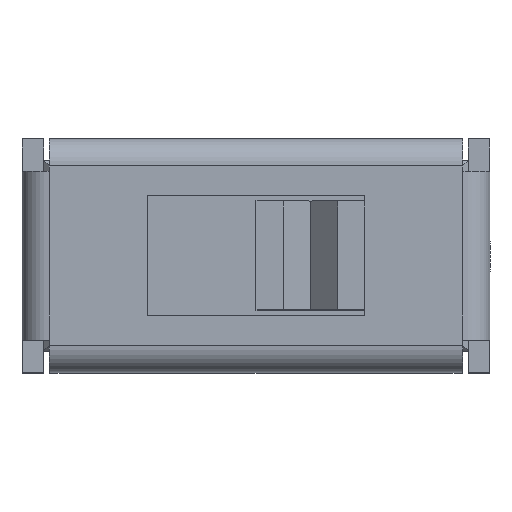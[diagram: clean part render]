
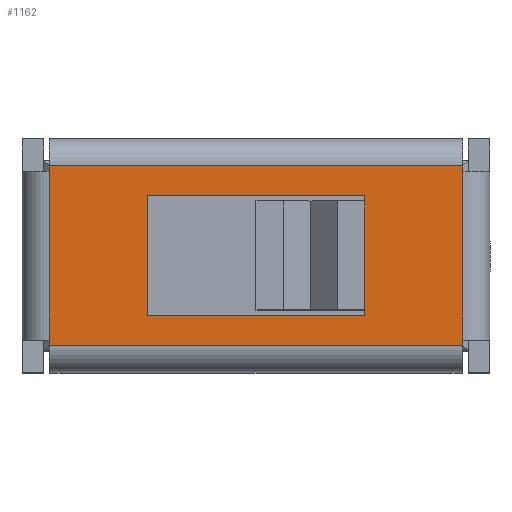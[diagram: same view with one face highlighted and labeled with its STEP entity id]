
A CAD part, top view. The second image highlights one B-rep face of the part: STEP entity #1162.
In plain terms, the highlighted planar face has unit normal (0, 0, 1).
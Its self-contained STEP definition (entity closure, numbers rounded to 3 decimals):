
#1162 = ADVANCED_FACE('',(#1163,#1229),#1263,.T.);
#1163 = FACE_BOUND('',#1164,.T.);
#1164 = EDGE_LOOP('',(#1165,#1175,#1183,#1191,#1199,#1207,#1215,#1223));
#1165 = ORIENTED_EDGE('',*,*,#1166,.F.);
#1166 = EDGE_CURVE('',#1167,#1169,#1171,.T.);
#1167 = VERTEX_POINT('',#1168);
#1168 = CARTESIAN_POINT('',(3.8,-1.65,4.498));
#1169 = VERTEX_POINT('',#1170);
#1170 = CARTESIAN_POINT('',(-3.8,-1.65,
    4.498));
#1171 = LINE('',#1172,#1173);
#1172 = CARTESIAN_POINT('',(0.,-1.65,
    4.498));
#1173 = VECTOR('',#1174,1.);
#1174 = DIRECTION('',(-1.,0.,0.));
#1175 = ORIENTED_EDGE('',*,*,#1176,.T.);
#1176 = EDGE_CURVE('',#1167,#1177,#1179,.T.);
#1177 = VERTEX_POINT('',#1178);
#1178 = CARTESIAN_POINT('',(3.8,-1.55,4.498));
#1179 = LINE('',#1180,#1181);
#1180 = CARTESIAN_POINT('',(3.8,-1.679,4.498));
#1181 = VECTOR('',#1182,1.);
#1182 = DIRECTION('',(0.,1.,0.));
#1183 = ORIENTED_EDGE('',*,*,#1184,.F.);
#1184 = EDGE_CURVE('',#1185,#1177,#1187,.T.);
#1185 = VERTEX_POINT('',#1186);
#1186 = CARTESIAN_POINT('',(3.8,1.55,4.498));
#1187 = LINE('',#1188,#1189);
#1188 = CARTESIAN_POINT('',(3.8,1.679,4.498));
#1189 = VECTOR('',#1190,1.);
#1190 = DIRECTION('',(0.,-1.,0.));
#1191 = ORIENTED_EDGE('',*,*,#1192,.F.);
#1192 = EDGE_CURVE('',#1193,#1185,#1195,.T.);
#1193 = VERTEX_POINT('',#1194);
#1194 = CARTESIAN_POINT('',(3.8,1.65,4.498));
#1195 = LINE('',#1196,#1197);
#1196 = CARTESIAN_POINT('',(3.8,1.679,4.498));
#1197 = VECTOR('',#1198,1.);
#1198 = DIRECTION('',(0.,-1.,0.));
#1199 = ORIENTED_EDGE('',*,*,#1200,.T.);
#1200 = EDGE_CURVE('',#1193,#1201,#1203,.T.);
#1201 = VERTEX_POINT('',#1202);
#1202 = CARTESIAN_POINT('',(-3.8,1.65,
    4.498));
#1203 = LINE('',#1204,#1205);
#1204 = CARTESIAN_POINT('',(0.,1.65,
    4.498));
#1205 = VECTOR('',#1206,1.);
#1206 = DIRECTION('',(-1.,0.,0.));
#1207 = ORIENTED_EDGE('',*,*,#1208,.T.);
#1208 = EDGE_CURVE('',#1201,#1209,#1211,.T.);
#1209 = VERTEX_POINT('',#1210);
#1210 = CARTESIAN_POINT('',(-3.8,1.55,
    4.498));
#1211 = LINE('',#1212,#1213);
#1212 = CARTESIAN_POINT('',(-3.8,1.679,
    4.498));
#1213 = VECTOR('',#1214,1.);
#1214 = DIRECTION('',(0.,-1.,0.));
#1215 = ORIENTED_EDGE('',*,*,#1216,.F.);
#1216 = EDGE_CURVE('',#1217,#1209,#1219,.T.);
#1217 = VERTEX_POINT('',#1218);
#1218 = CARTESIAN_POINT('',(-3.8,-1.55,
    4.498));
#1219 = LINE('',#1220,#1221);
#1220 = CARTESIAN_POINT('',(-3.8,-1.679,
    4.498));
#1221 = VECTOR('',#1222,1.);
#1222 = DIRECTION('',(0.,1.,0.));
#1223 = ORIENTED_EDGE('',*,*,#1224,.F.);
#1224 = EDGE_CURVE('',#1169,#1217,#1225,.T.);
#1225 = LINE('',#1226,#1227);
#1226 = CARTESIAN_POINT('',(-3.8,-1.679,
    4.498));
#1227 = VECTOR('',#1228,1.);
#1228 = DIRECTION('',(0.,1.,0.));
#1229 = FACE_BOUND('',#1230,.T.);
#1230 = EDGE_LOOP('',(#1231,#1241,#1249,#1257));
#1231 = ORIENTED_EDGE('',*,*,#1232,.F.);
#1232 = EDGE_CURVE('',#1233,#1235,#1237,.T.);
#1233 = VERTEX_POINT('',#1234);
#1234 = CARTESIAN_POINT('',(2.,-1.1,
    4.498));
#1235 = VERTEX_POINT('',#1236);
#1236 = CARTESIAN_POINT('',(2.,1.1,4.498
    ));
#1237 = LINE('',#1238,#1239);
#1238 = CARTESIAN_POINT('',(2.,0.,
    4.498));
#1239 = VECTOR('',#1240,1.);
#1240 = DIRECTION('',(0.,1.,0.));
#1241 = ORIENTED_EDGE('',*,*,#1242,.F.);
#1242 = EDGE_CURVE('',#1243,#1233,#1245,.T.);
#1243 = VERTEX_POINT('',#1244);
#1244 = CARTESIAN_POINT('',(-2.,-1.1,4.498));
#1245 = LINE('',#1246,#1247);
#1246 = CARTESIAN_POINT('',(-2.,-1.1,4.498));
#1247 = VECTOR('',#1248,1.);
#1248 = DIRECTION('',(1.,0.,0.));
#1249 = ORIENTED_EDGE('',*,*,#1250,.F.);
#1250 = EDGE_CURVE('',#1251,#1243,#1253,.T.);
#1251 = VERTEX_POINT('',#1252);
#1252 = CARTESIAN_POINT('',(-2.,1.1,4.498));
#1253 = LINE('',#1254,#1255);
#1254 = CARTESIAN_POINT('',(-2.,0.,4.498));
#1255 = VECTOR('',#1256,1.);
#1256 = DIRECTION('',(0.,-1.,0.));
#1257 = ORIENTED_EDGE('',*,*,#1258,.T.);
#1258 = EDGE_CURVE('',#1251,#1235,#1259,.T.);
#1259 = LINE('',#1260,#1261);
#1260 = CARTESIAN_POINT('',(-2.,1.1,4.498));
#1261 = VECTOR('',#1262,1.);
#1262 = DIRECTION('',(1.,0.,0.));
#1263 = PLANE('',#1264);
#1264 = AXIS2_PLACEMENT_3D('',#1265,#1266,#1267);
#1265 = CARTESIAN_POINT('',(0.,0.,
    4.498));
#1266 = DIRECTION('',(0.,0.,1.));
#1267 = DIRECTION('',(0.,1.,0.));
